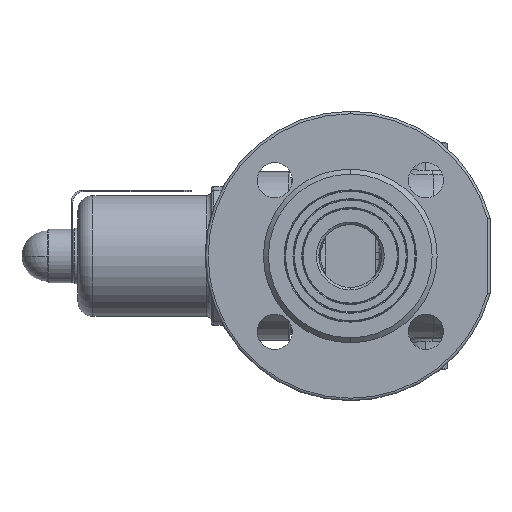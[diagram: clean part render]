
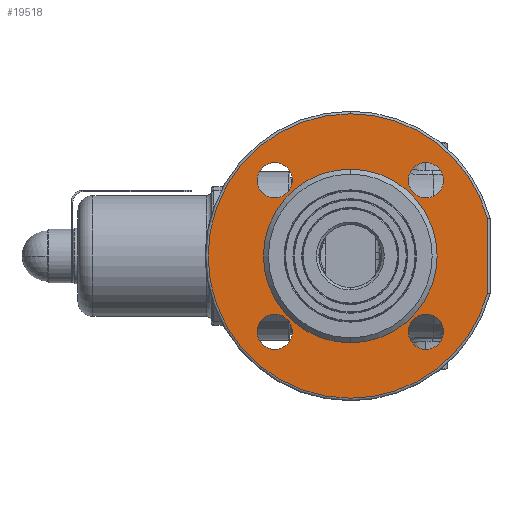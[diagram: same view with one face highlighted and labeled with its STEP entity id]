
A CAD part, left-side view. The second image highlights one B-rep face of the part: STEP entity #19518.
In plain terms, the highlighted planar face has unit normal (-1, 0, 0).
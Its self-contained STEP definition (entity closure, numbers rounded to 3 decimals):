
#160 = ORIENTED_EDGE ( 'NONE', *, *, #35271, .T. ) ;
#162 = ORIENTED_EDGE ( 'NONE', *, *, #12301, .T. ) ;
#185 = ORIENTED_EDGE ( 'NONE', *, *, #72663, .T. ) ;
#223 = ORIENTED_EDGE ( 'NONE', *, *, #53625, .T. ) ;
#276 = ORIENTED_EDGE ( 'NONE', *, *, #35179, .T. ) ;
#291 = ORIENTED_EDGE ( 'NONE', *, *, #12455, .F. ) ;
#313 = ORIENTED_EDGE ( 'NONE', *, *, #12621, .T. ) ;
#349 = ORIENTED_EDGE ( 'NONE', *, *, #12302, .T. ) ;
#395 = ORIENTED_EDGE ( 'NONE', *, *, #53688, .T. ) ;
#468 = ORIENTED_EDGE ( 'NONE', *, *, #53687, .T. ) ;
#521 = ORIENTED_EDGE ( 'NONE', *, *, #12622, .T. ) ;
#670 = ORIENTED_EDGE ( 'NONE', *, *, #12561, .T. ) ;
#680 = ORIENTED_EDGE ( 'NONE', *, *, #12487, .T. ) ;
#693 = ORIENTED_EDGE ( 'NONE', *, *, #53621, .F. ) ;
#3907 = CIRCLE ( 'NONE', #3917, 34.5 ) ;
#3917 = AXIS2_PLACEMENT_3D ( 'NONE', #8392, #8393, #8394 ) ;
#3930 = CIRCLE ( 'NONE', #3939, 7. ) ;
#3939 = AXIS2_PLACEMENT_3D ( 'NONE', #8411, #8412, #8413 ) ;
#4126 = CIRCLE ( 'NONE', #4131, 7. ) ;
#4129 = CIRCLE ( 'NONE', #4135, 56.5 ) ;
#4131 = AXIS2_PLACEMENT_3D ( 'NONE', #8767, #8768, #8769 ) ;
#4135 = AXIS2_PLACEMENT_3D ( 'NONE', #8771, #8772, #8773 ) ;
#5592 = FACE_BOUND ( 'NONE', #18238, .T. ) ;
#5622 = FACE_BOUND ( 'NONE', #18234, .T. ) ;
#5623 = FACE_OUTER_BOUND ( 'NONE', #18236, .T. ) ;
#5625 = FACE_BOUND ( 'NONE', #18249, .T. ) ;
#5627 = PLANE ( 'NONE',  #75271 ) ;
#5629 = FACE_BOUND ( 'NONE', #18229, .T. ) ;
#5633 = FACE_BOUND ( 'NONE', #18246, .T. ) ;
#5661 = CARTESIAN_POINT ( 'NONE',  ( -78., 34.5, 0. ) ) ;
#5663 = DIRECTION ( 'NONE',  ( 1., 0., 0. ) ) ;
#5665 = DIRECTION ( 'NONE',  ( 0., 0., -1. ) ) ;
#8392 = CARTESIAN_POINT ( 'NONE',  ( -78., 0., 0. ) ) ;
#8393 = DIRECTION ( 'NONE',  ( -1., 0., 0. ) ) ;
#8394 = DIRECTION ( 'NONE',  ( 0., 0., 1. ) ) ;
#8411 = CARTESIAN_POINT ( 'NONE',  ( -78., 30.052, -30.052 ) ) ;
#8412 = DIRECTION ( 'NONE',  ( 1., 0., 0. ) ) ;
#8413 = DIRECTION ( 'NONE',  ( 0., 0., -1. ) ) ;
#8767 = CARTESIAN_POINT ( 'NONE',  ( -78., -30.052, -30.052 ) ) ;
#8768 = DIRECTION ( 'NONE',  ( 1., 0., 0. ) ) ;
#8769 = DIRECTION ( 'NONE',  ( 0., 0., -1. ) ) ;
#8771 = CARTESIAN_POINT ( 'NONE',  ( -78., 0., 0. ) ) ;
#8772 = DIRECTION ( 'NONE',  ( -1., 0., 0. ) ) ;
#8773 = DIRECTION ( 'NONE',  ( 0., 0., 1. ) ) ;
#9458 = CARTESIAN_POINT ( 'NONE',  ( -78., -30.052, 23.052 ) ) ;
#9632 = CARTESIAN_POINT ( 'NONE',  ( -78., 30.052, -37.052 ) ) ;
#9675 = CARTESIAN_POINT ( 'NONE',  ( -78., -30.052, -37.052 ) ) ;
#9931 = CARTESIAN_POINT ( 'NONE',  ( -78., 30.052, -23.052 ) ) ;
#10059 = CARTESIAN_POINT ( 'NONE',  ( -78., 30.052, 23.052 ) ) ;
#10062 = CARTESIAN_POINT ( 'NONE',  ( -78., 30.052, 37.052 ) ) ;
#10090 = CARTESIAN_POINT ( 'NONE',  ( -78., -30.052, 37.052 ) ) ;
#10096 = CARTESIAN_POINT ( 'NONE',  ( -78., -30.052, -23.052 ) ) ;
#12301 = EDGE_CURVE ( 'NONE', #60489, #60634, #22431, .T. ) ;
#12302 = EDGE_CURVE ( 'NONE', #60532, #60683, #21878, .T. ) ;
#12455 = EDGE_CURVE ( 'NONE', #15537, #16125, #57190, .T. ) ;
#12487 = EDGE_CURVE ( 'NONE', #16122, #17663, #57432, .T. ) ;
#12561 = EDGE_CURVE ( 'NONE', #17663, #15866, #61928, .T. ) ;
#12621 = EDGE_CURVE ( 'NONE', #60671, #60674, #57257, .T. ) ;
#12622 = EDGE_CURVE ( 'NONE', #60315, #60680, #57260, .T. ) ;
#15537 = VERTEX_POINT ( 'NONE', #75872 ) ;
#15866 = VERTEX_POINT ( 'NONE', #76041 ) ;
#16094 = VERTEX_POINT ( 'NONE', #76131 ) ;
#16122 = VERTEX_POINT ( 'NONE', #76143 ) ;
#16125 = VERTEX_POINT ( 'NONE', #76145 ) ;
#17663 = VERTEX_POINT ( 'NONE', #76797 ) ;
#18229 = EDGE_LOOP ( 'NONE', ( #276, #521 ) ) ;
#18234 = EDGE_LOOP ( 'NONE', ( #291, #693 ) ) ;
#18236 = EDGE_LOOP ( 'NONE', ( #395, #185, #680, #670 ) ) ;
#18238 = EDGE_LOOP ( 'NONE', ( #223, #162 ) ) ;
#18246 = EDGE_LOOP ( 'NONE', ( #160, #313 ) ) ;
#18249 = EDGE_LOOP ( 'NONE', ( #468, #349 ) ) ;
#19518 = ADVANCED_FACE ( 'NONE', ( #5592, #5625, #5629, #5633, #5622, #5623 ), #5627, .F. ) ;
#21878 = CIRCLE ( 'NONE', #22009, 7. ) ;
#22009 = AXIS2_PLACEMENT_3D ( 'NONE', #60874, #60875, #60876 ) ;
#22431 = CIRCLE ( 'NONE', #22825, 7. ) ;
#22579 = CIRCLE ( 'NONE', #22586, 56.5 ) ;
#22586 = AXIS2_PLACEMENT_3D ( 'NONE', #32407, #32409, #32410 ) ;
#22825 = AXIS2_PLACEMENT_3D ( 'NONE', #60869, #60870, #60871 ) ;
#32407 = CARTESIAN_POINT ( 'NONE',  ( -78., 0., 0. ) ) ;
#32409 = DIRECTION ( 'NONE',  ( -1., 0., 0. ) ) ;
#32410 = DIRECTION ( 'NONE',  ( 0., 0., 1. ) ) ;
#35179 = EDGE_CURVE ( 'NONE', #60680, #60315, #37823, .T. ) ;
#35271 = EDGE_CURVE ( 'NONE', #60674, #60671, #37870, .T. ) ;
#37823 = CIRCLE ( 'NONE', #37825, 7. ) ;
#37825 = AXIS2_PLACEMENT_3D ( 'NONE', #41551, #41553, #41555 ) ;
#37870 = CIRCLE ( 'NONE', #37873, 7. ) ;
#37873 = AXIS2_PLACEMENT_3D ( 'NONE', #42326, #42328, #42330 ) ;
#41551 = CARTESIAN_POINT ( 'NONE',  ( -78., -30.052, 30.052 ) ) ;
#41553 = DIRECTION ( 'NONE',  ( 1., 0., 0. ) ) ;
#41555 = DIRECTION ( 'NONE',  ( 0., 0., -1. ) ) ;
#42326 = CARTESIAN_POINT ( 'NONE',  ( -78., 30.052, 30.052 ) ) ;
#42328 = DIRECTION ( 'NONE',  ( 1., 0., 0. ) ) ;
#42330 = DIRECTION ( 'NONE',  ( 0., 0., -1. ) ) ;
#53621 = EDGE_CURVE ( 'NONE', #16125, #15537, #3907, .T. ) ;
#53625 = EDGE_CURVE ( 'NONE', #60634, #60489, #3930, .T. ) ;
#53687 = EDGE_CURVE ( 'NONE', #60683, #60532, #4126, .T. ) ;
#53688 = EDGE_CURVE ( 'NONE', #15866, #16094, #4129, .T. ) ;
#57186 = AXIS2_PLACEMENT_3D ( 'NONE', #63147, #63149, #63151 ) ;
#57190 = CIRCLE ( 'NONE', #57644, 34.5 ) ;
#57200 = AXIS2_PLACEMENT_3D ( 'NONE', #63160, #63163, #63166 ) ;
#57242 = VECTOR ( 'NONE', #61944, 1000. ) ;
#57257 = CIRCLE ( 'NONE', #57186, 7. ) ;
#57260 = CIRCLE ( 'NONE', #57200, 7. ) ;
#57299 = AXIS2_PLACEMENT_3D ( 'NONE', #61623, #61624, #61625 ) ;
#57432 = CIRCLE ( 'NONE', #57299, 56.5 ) ;
#57644 = AXIS2_PLACEMENT_3D ( 'NONE', #61520, #61521, #61522 ) ;
#60315 = VERTEX_POINT ( 'NONE', #9458 ) ;
#60489 = VERTEX_POINT ( 'NONE', #9632 ) ;
#60532 = VERTEX_POINT ( 'NONE', #9675 ) ;
#60634 = VERTEX_POINT ( 'NONE', #9931 ) ;
#60671 = VERTEX_POINT ( 'NONE', #10059 ) ;
#60674 = VERTEX_POINT ( 'NONE', #10062 ) ;
#60680 = VERTEX_POINT ( 'NONE', #10090 ) ;
#60683 = VERTEX_POINT ( 'NONE', #10096 ) ;
#60869 = CARTESIAN_POINT ( 'NONE',  ( -78., 30.052, -30.052 ) ) ;
#60870 = DIRECTION ( 'NONE',  ( 1., 0., 0. ) ) ;
#60871 = DIRECTION ( 'NONE',  ( 0., 0., -1. ) ) ;
#60874 = CARTESIAN_POINT ( 'NONE',  ( -78., -30.052, -30.052 ) ) ;
#60875 = DIRECTION ( 'NONE',  ( 1., 0., 0. ) ) ;
#60876 = DIRECTION ( 'NONE',  ( 0., 0., -1. ) ) ;
#61520 = CARTESIAN_POINT ( 'NONE',  ( -78., 0., 0. ) ) ;
#61521 = DIRECTION ( 'NONE',  ( -1., 0., 0. ) ) ;
#61522 = DIRECTION ( 'NONE',  ( 0., 0., 1. ) ) ;
#61623 = CARTESIAN_POINT ( 'NONE',  ( -78., 0., 0. ) ) ;
#61624 = DIRECTION ( 'NONE',  ( -1., 0., 0. ) ) ;
#61625 = DIRECTION ( 'NONE',  ( 0., 0., 1. ) ) ;
#61928 = LINE ( 'NONE', #61943, #57242 ) ;
#61943 = CARTESIAN_POINT ( 'NONE',  ( -78., -54.5, 0. ) ) ;
#61944 = DIRECTION ( 'NONE',  ( 0., 0., 1. ) ) ;
#63147 = CARTESIAN_POINT ( 'NONE',  ( -78., 30.052, 30.052 ) ) ;
#63149 = DIRECTION ( 'NONE',  ( 1., 0., 0. ) ) ;
#63151 = DIRECTION ( 'NONE',  ( 0., 0., -1. ) ) ;
#63160 = CARTESIAN_POINT ( 'NONE',  ( -78., -30.052, 30.052 ) ) ;
#63163 = DIRECTION ( 'NONE',  ( 1., 0., 0. ) ) ;
#63166 = DIRECTION ( 'NONE',  ( 0., 0., -1. ) ) ;
#72663 = EDGE_CURVE ( 'NONE', #16094, #16122, #22579, .T. ) ;
#75271 = AXIS2_PLACEMENT_3D ( 'NONE', #5661, #5663, #5665 ) ;
#75872 = CARTESIAN_POINT ( 'NONE',  ( -78., 0., -34.5 ) ) ;
#76041 = CARTESIAN_POINT ( 'NONE',  ( -78., -54.5, 14.9 ) ) ;
#76131 = CARTESIAN_POINT ( 'NONE',  ( -78., 0., 56.5 ) ) ;
#76143 = CARTESIAN_POINT ( 'NONE',  ( -78., 0., -56.5 ) ) ;
#76145 = CARTESIAN_POINT ( 'NONE',  ( -78., 0., 34.5 ) ) ;
#76797 = CARTESIAN_POINT ( 'NONE',  ( -78., -54.5, -14.9 ) ) ;
